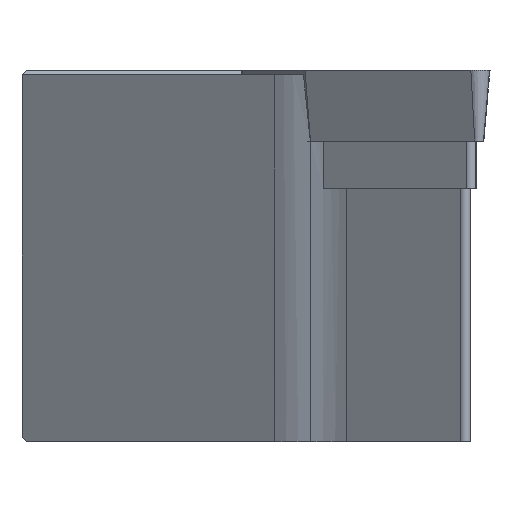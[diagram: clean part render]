
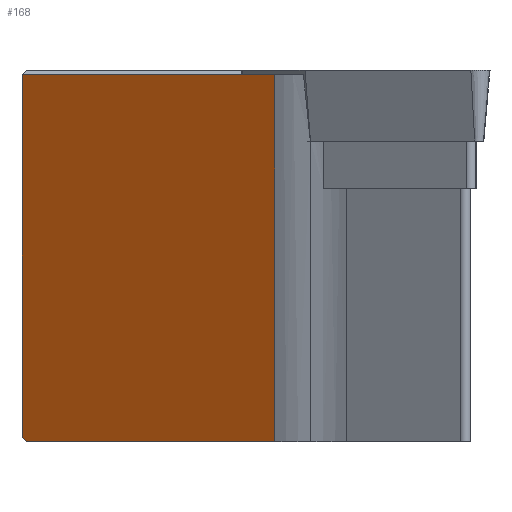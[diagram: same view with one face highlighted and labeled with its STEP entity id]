
A CAD part, left-side view. The second image highlights one B-rep face of the part: STEP entity #168.
In plain terms, the highlighted planar face has unit normal (-0.793, 0.609, 0).
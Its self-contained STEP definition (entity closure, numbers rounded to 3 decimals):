
#168=ADVANCED_FACE('',(#250),#207,.F.);
#207=PLANE('',#934);
#250=FACE_OUTER_BOUND('',#296,.T.);
#296=EDGE_LOOP('',(#456,#457,#458,#459,#460));
#456=ORIENTED_EDGE('',*,*,#672,.F.);
#457=ORIENTED_EDGE('',*,*,#643,.F.);
#458=ORIENTED_EDGE('',*,*,#646,.F.);
#459=ORIENTED_EDGE('',*,*,#639,.T.);
#460=ORIENTED_EDGE('',*,*,#622,.F.);
#551=VERTEX_POINT('',#1228);
#552=VERTEX_POINT('',#1230);
#564=VERTEX_POINT('',#1263);
#565=VERTEX_POINT('',#1268);
#567=VERTEX_POINT('',#1271);
#622=EDGE_CURVE('',#551,#552,#728,.T.);
#639=EDGE_CURVE('',#564,#552,#734,.T.);
#643=EDGE_CURVE('',#565,#567,#736,.T.);
#646=EDGE_CURVE('',#564,#565,#739,.T.);
#672=EDGE_CURVE('',#567,#551,#762,.T.);
#728=LINE('',#1229,#812);
#734=LINE('',#1262,#818);
#736=LINE('',#1270,#820);
#739=LINE('',#1276,#823);
#762=LINE('',#1326,#846);
#812=VECTOR('',#988,1.);
#818=VECTOR('',#1024,1.);
#820=VECTOR('',#1032,1.);
#823=VECTOR('',#1037,1.);
#846=VECTOR('',#1080,1.);
#934=AXIS2_PLACEMENT_3D('',#1353,#1121,#1122);
#988=DIRECTION('',(-0.609,-0.793,0.));
#1024=DIRECTION('',(0.,0.,1.));
#1032=DIRECTION('',(0.477,0.622,0.622));
#1037=DIRECTION('',(0.609,0.793,0.));
#1080=DIRECTION('',(0.,0.,1.));
#1121=DIRECTION('',(0.793,-0.609,0.));
#1122=DIRECTION('',(0.609,0.793,0.));
#1228=CARTESIAN_POINT('',(23.351,0.,-0.3));
#1229=CARTESIAN_POINT('',(10.29,-17.021,-0.3));
#1230=CARTESIAN_POINT('',(10.29,-17.021,-0.3));
#1262=CARTESIAN_POINT('',(10.29,-17.021,-40.));
#1263=CARTESIAN_POINT('',(10.29,-17.021,-25.));
#1268=CARTESIAN_POINT('',(23.121,-0.3,-25.));
#1270=CARTESIAN_POINT('',(10.8,-16.356,-41.056));
#1271=CARTESIAN_POINT('',(23.351,0.,-24.7));
#1276=CARTESIAN_POINT('',(10.29,-17.021,-25.));
#1326=CARTESIAN_POINT('',(23.351,0.,-40.));
#1353=CARTESIAN_POINT('',(10.29,-17.021,-40.));
